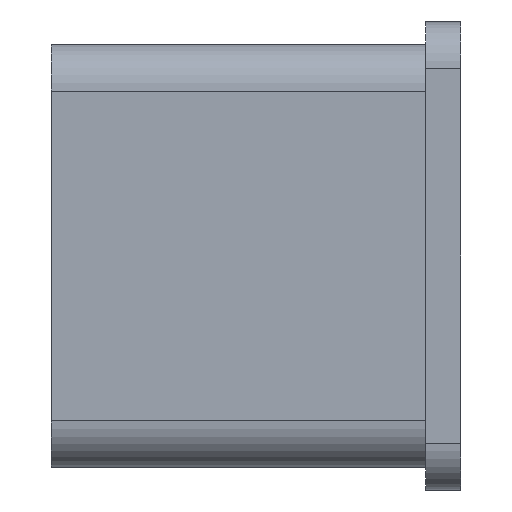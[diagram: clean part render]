
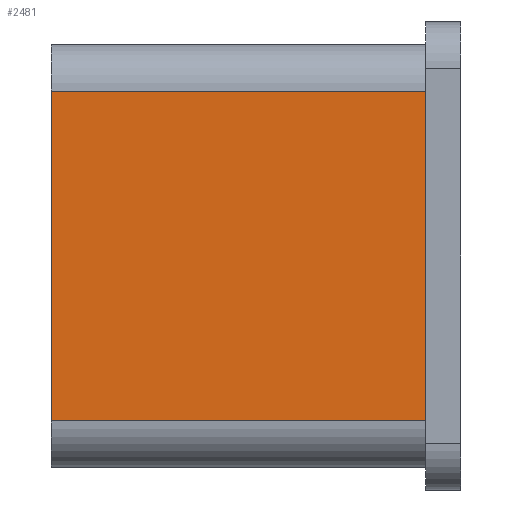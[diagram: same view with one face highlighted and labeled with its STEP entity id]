
A CAD part, left-side view. The second image highlights one B-rep face of the part: STEP entity #2481.
In plain terms, the highlighted planar face has unit normal (-1, 0, 0).
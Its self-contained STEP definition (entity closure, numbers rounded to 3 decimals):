
#56=DIRECTION('',(0.,-1.,0.));
#57=VECTOR('',#56,16.);
#58=CARTESIAN_POINT('',(-24.25,17.5,-7.05));
#59=LINE('',#58,#57);
#74=DIRECTION('',(0.,0.,1.));
#75=VECTOR('',#74,14.1);
#76=CARTESIAN_POINT('',(-24.25,1.5,-7.05));
#77=LINE('',#76,#75);
#87=DIRECTION('',(0.,-1.,0.));
#88=VECTOR('',#87,16.);
#89=CARTESIAN_POINT('',(-24.25,17.5,7.05));
#90=LINE('',#89,#88);
#100=DIRECTION('',(0.,0.,1.));
#101=VECTOR('',#100,14.1);
#102=CARTESIAN_POINT('',(-24.25,17.5,-7.05));
#103=LINE('',#102,#101);
#1806=CARTESIAN_POINT('',(-24.25,17.5,7.05));
#1807=CARTESIAN_POINT('',(-24.25,1.5,7.05));
#1808=VERTEX_POINT('',#1806);
#1809=VERTEX_POINT('',#1807);
#1810=CARTESIAN_POINT('',(-24.25,17.5,-7.05));
#1811=CARTESIAN_POINT('',(-24.25,1.5,-7.05));
#1812=VERTEX_POINT('',#1810);
#1813=VERTEX_POINT('',#1811);
#2468=CARTESIAN_POINT('',(-24.25,0.,-9.05));
#2469=DIRECTION('',(-1.,0.,0.));
#2470=DIRECTION('',(0.,0.,1.));
#2471=AXIS2_PLACEMENT_3D('',#2468,#2469,#2470);
#2472=PLANE('',#2471);
#2474=ORIENTED_EDGE('',*,*,#2473,.T.);
#2475=ORIENTED_EDGE('',*,*,#2424,.F.);
#2476=ORIENTED_EDGE('',*,*,#2459,.F.);
#2478=ORIENTED_EDGE('',*,*,#2477,.T.);
#2479=EDGE_LOOP('',(#2474,#2475,#2476,#2478));
#2480=FACE_OUTER_BOUND('',#2479,.F.);
#2481=ADVANCED_FACE('',(#2480),#2472,.T.);
#2424=EDGE_CURVE('',#1813,#1809,#77,.T.);
#2459=EDGE_CURVE('',#1812,#1813,#59,.T.);
#2473=EDGE_CURVE('',#1808,#1809,#90,.T.);
#2477=EDGE_CURVE('',#1812,#1808,#103,.T.);
